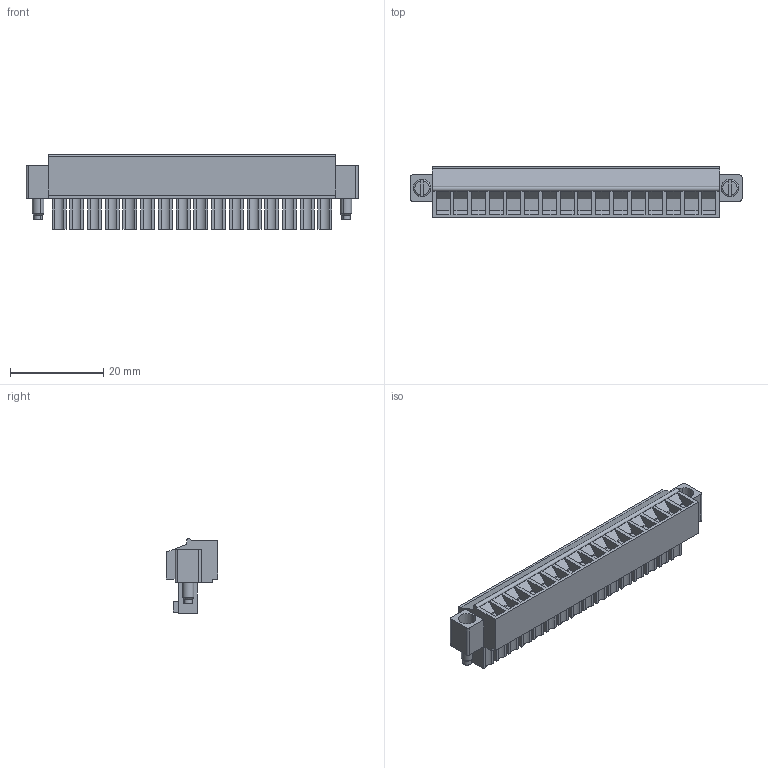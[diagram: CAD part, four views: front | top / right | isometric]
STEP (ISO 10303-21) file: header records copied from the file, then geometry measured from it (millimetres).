
FILE_DESCRIPTION(('CATIA V5 STEP Exchange','CAx-IF Rec.Pracs.--- Model Styling and Organization---1.2---2011-12-15'),'2;1');
FILE_NAME ('D1456246_0_1793030000_1793030000.stp','2018-09-10T16:26:17+00:00',('none'),('Weidmueller'),'CATIA Version 5-6 Release 2014','CATIA V5 STEP AP214','none');
FILE_SCHEMA(('AUTOMOTIVE_DESIGN { 1 0 10303 214 1 1 1 1 }'));
Length unit declared in the file: millimetre
Products named in the file (1): 1793030000
Bounding box: 71.35 x 11.1 x 16.1 mm (x, y, z)
Volume: 6279.7 mm3; surface area: 5723.6 mm2
Topology: 3 solids, 3 shells, 546 faces, 1398 edges, 926 vertices
Faces by surface type: plane 405, cylinder 93, cone 40, torus 8
Entity records: 14654 total; most frequent: ORIENTED_EDGE 2796, CARTESIAN_POINT 2592, DIRECTION 1860, EDGE_CURVE 1398, VECTOR 1114, LINE 1114, VERTEX_POINT 926, EDGE_LOOP 618
